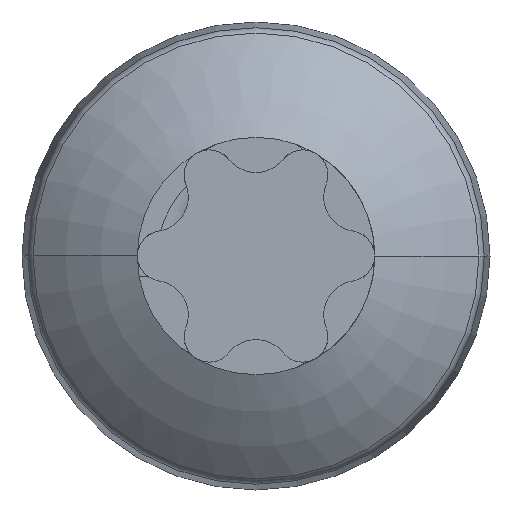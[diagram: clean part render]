
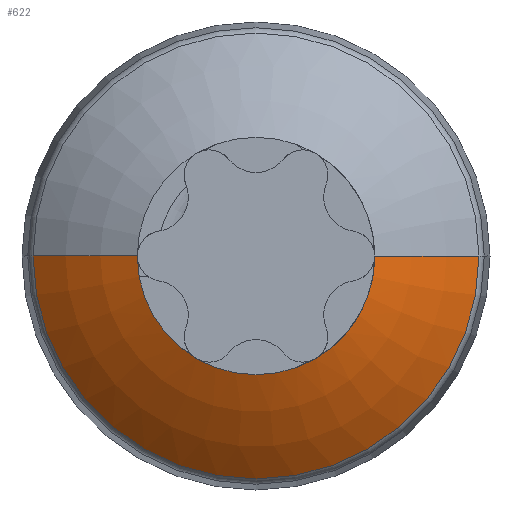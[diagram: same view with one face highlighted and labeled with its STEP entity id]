
A CAD part, left-side view. The second image highlights one B-rep face of the part: STEP entity #622.
In plain terms, the highlighted toroidal (fillet/blend) face has major radius 0.72 mm and minor radius 5 mm.
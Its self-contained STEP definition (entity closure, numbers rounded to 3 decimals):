
#22 = DIRECTION ( 'NONE',  ( 0., 1., 0. ) ) ;
#31 = EDGE_CURVE ( 'NONE', #221, #927, #1856, .T. ) ;
#86 = DIRECTION ( 'NONE',  ( -1., 0., 0. ) ) ;
#132 = FACE_OUTER_BOUND ( 'NONE', #1265, .T. ) ;
#221 = VERTEX_POINT ( 'NONE', #1500 ) ;
#241 = CARTESIAN_POINT ( 'NONE',  ( 0.429, 0., 0. ) ) ;
#288 = VERTEX_POINT ( 'NONE', #1946 ) ;
#324 = CARTESIAN_POINT ( 'NONE',  ( 4.948, -0.72, 0. ) ) ;
#335 = EDGE_CURVE ( 'NONE', #927, #288, #1991, .T. ) ;
#338 = DIRECTION ( 'NONE',  ( -1., 0., 0. ) ) ;
#442 = AXIS2_PLACEMENT_3D ( 'NONE', #241, #2270, #22 ) ;
#527 = CARTESIAN_POINT ( 'NONE',  ( 0.429, 0., 0. ) ) ;
#587 = AXIS2_PLACEMENT_3D ( 'NONE', #527, #338, #1106 ) ;
#622 = ADVANCED_FACE ( 'NONE', ( #132 ), #1545, .T. ) ;
#743 = ORIENTED_EDGE ( 'NONE', *, *, #2415, .T. ) ;
#811 = CARTESIAN_POINT ( 'NONE',  ( 0.429, 0., -1.42 ) ) ;
#863 = DIRECTION ( 'NONE',  ( 0., 0., -1. ) ) ;
#902 = DIRECTION ( 'NONE',  ( -1., 0., 0. ) ) ;
#914 = CIRCLE ( 'NONE', #1147, 5. ) ;
#927 = VERTEX_POINT ( 'NONE', #811 ) ;
#1038 = DIRECTION ( 'NONE',  ( -1., 0., 0. ) ) ;
#1085 = CARTESIAN_POINT ( 'NONE',  ( 1.27, 0., 0. ) ) ;
#1094 = DIRECTION ( 'NONE',  ( 0., 0., 1. ) ) ;
#1106 = DIRECTION ( 'NONE',  ( 0., 1., 0. ) ) ;
#1147 = AXIS2_PLACEMENT_3D ( 'NONE', #1797, #863, #86 ) ;
#1265 = EDGE_LOOP ( 'NONE', ( #1486, #743, #2225, #1522, #1675 ) ) ;
#1274 = CARTESIAN_POINT ( 'NONE',  ( 4.948, 0., 0. ) ) ;
#1486 = ORIENTED_EDGE ( 'NONE', *, *, #1789, .F. ) ;
#1500 = CARTESIAN_POINT ( 'NONE',  ( 0.429, 1.42, 0. ) ) ;
#1522 = ORIENTED_EDGE ( 'NONE', *, *, #335, .F. ) ;
#1535 = AXIS2_PLACEMENT_3D ( 'NONE', #1085, #902, #1649 ) ;
#1545 = TOROIDAL_SURFACE ( 'NONE', #2062, -0.72, 5. ) ;
#1590 = DIRECTION ( 'NONE',  ( 0., -1., 0. ) ) ;
#1649 = DIRECTION ( 'NONE',  ( 0., -1., 0. ) ) ;
#1675 = ORIENTED_EDGE ( 'NONE', *, *, #31, .F. ) ;
#1714 = CARTESIAN_POINT ( 'NONE',  ( 1.27, -2.668, 0. ) ) ;
#1789 = EDGE_CURVE ( 'NONE', #2112, #221, #2294, .T. ) ;
#1797 = CARTESIAN_POINT ( 'NONE',  ( 4.948, 0.72, 0. ) ) ;
#1856 = CIRCLE ( 'NONE', #587, 1.42 ) ;
#1857 = VERTEX_POINT ( 'NONE', #1714 ) ;
#1946 = CARTESIAN_POINT ( 'NONE',  ( 0.429, -1.42, 0. ) ) ;
#1991 = CIRCLE ( 'NONE', #442, 1.42 ) ;
#2037 = AXIS2_PLACEMENT_3D ( 'NONE', #324, #1094, #2409 ) ;
#2062 = AXIS2_PLACEMENT_3D ( 'NONE', #1274, #1038, #1590 ) ;
#2112 = VERTEX_POINT ( 'NONE', #2344 ) ;
#2225 = ORIENTED_EDGE ( 'NONE', *, *, #2383, .T. ) ;
#2270 = DIRECTION ( 'NONE',  ( -1., 0., 0. ) ) ;
#2279 = CIRCLE ( 'NONE', #1535, 2.668 ) ;
#2294 = CIRCLE ( 'NONE', #2037, 5. ) ;
#2344 = CARTESIAN_POINT ( 'NONE',  ( 1.27, 2.668, 0. ) ) ;
#2383 = EDGE_CURVE ( 'NONE', #1857, #288, #914, .T. ) ;
#2409 = DIRECTION ( 'NONE',  ( 0., -1., 0. ) ) ;
#2415 = EDGE_CURVE ( 'NONE', #2112, #1857, #2279, .T. ) ;
